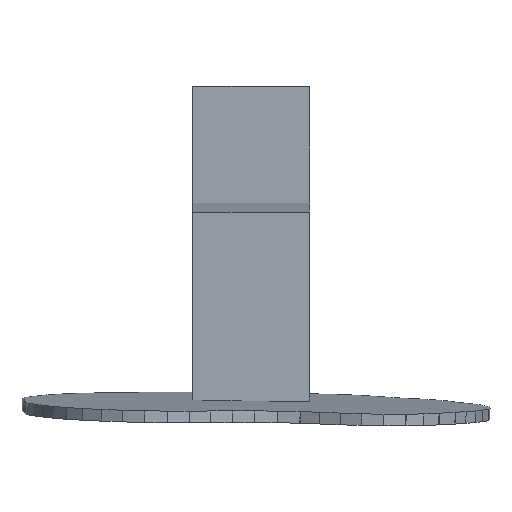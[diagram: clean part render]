
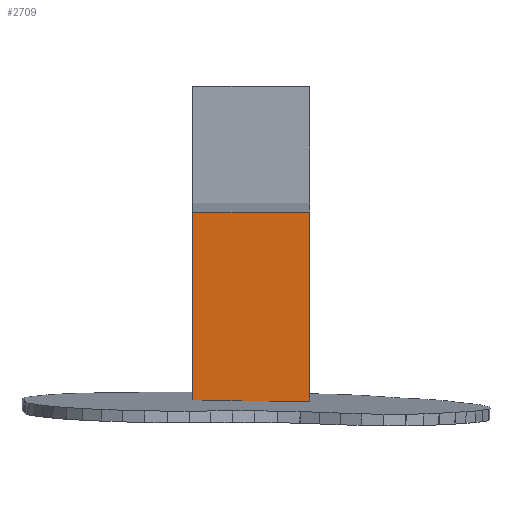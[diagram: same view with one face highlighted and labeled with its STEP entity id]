
A CAD part, front view. The second image highlights one B-rep face of the part: STEP entity #2709.
In plain terms, the highlighted planar face has unit normal (0, -0.999, -0.047).
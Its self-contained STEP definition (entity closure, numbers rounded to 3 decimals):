
#139=FACE_OUTER_BOUND('',#271,.T.);
#271=EDGE_LOOP('',(#2411,#2412,#2413,#2414));
#633=LINE('',#4223,#1017);
#642=LINE('',#4242,#1026);
#647=LINE('',#4251,#1031);
#648=LINE('',#4252,#1032);
#1017=VECTOR('',#3458,10.);
#1026=VECTOR('',#3471,10.);
#1031=VECTOR('',#3480,10.);
#1032=VECTOR('',#3481,10.);
#1283=VERTEX_POINT('',#4221);
#1284=VERTEX_POINT('',#4222);
#1291=VERTEX_POINT('',#4239);
#1292=VERTEX_POINT('',#4241);
#1657=EDGE_CURVE('',#1283,#1284,#633,.T.);
#1666=EDGE_CURVE('',#1292,#1291,#642,.T.);
#1671=EDGE_CURVE('',#1292,#1283,#647,.T.);
#1672=EDGE_CURVE('',#1291,#1284,#648,.T.);
#2411=ORIENTED_EDGE('',*,*,#1671,.F.);
#2412=ORIENTED_EDGE('',*,*,#1666,.T.);
#2413=ORIENTED_EDGE('',*,*,#1672,.T.);
#2414=ORIENTED_EDGE('',*,*,#1657,.F.);
#2578=PLANE('',#2854);
#2709=ADVANCED_FACE('',(#139),#2578,.T.);
#2854=AXIS2_PLACEMENT_3D('',#4250,#3478,#3479);
#3458=DIRECTION('',(-1.,-0.001,0.015));
#3471=DIRECTION('',(-1.,0.,0.));
#3478=DIRECTION('center_axis',(0.,-0.999,-0.047));
#3479=DIRECTION('ref_axis',(0.,0.047,-0.999));
#3480=DIRECTION('',(0.,0.047,-0.999));
#3481=DIRECTION('',(0.,0.047,-0.999));
#4221=CARTESIAN_POINT('',(5.,98.793,1011.575));
#4222=CARTESIAN_POINT('',(-5.,98.786,1011.724));
#4223=CARTESIAN_POINT('',(3.064,98.792,1011.604));
#4239=CARTESIAN_POINT('',(-5.,98.023,1027.819));
#4241=CARTESIAN_POINT('',(5.,98.023,1027.819));
#4242=CARTESIAN_POINT('',(-5.,98.023,1027.819));
#4250=CARTESIAN_POINT('Origin',(0.,98.07,1026.82));
#4251=CARTESIAN_POINT('',(5.,98.117,1025.821));
#4252=CARTESIAN_POINT('',(-5.,98.117,1025.821));
